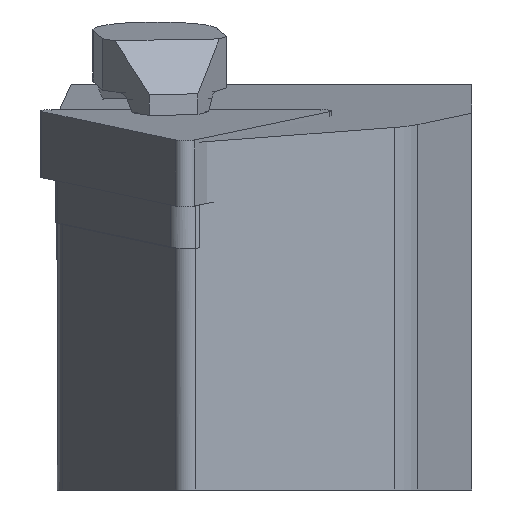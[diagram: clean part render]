
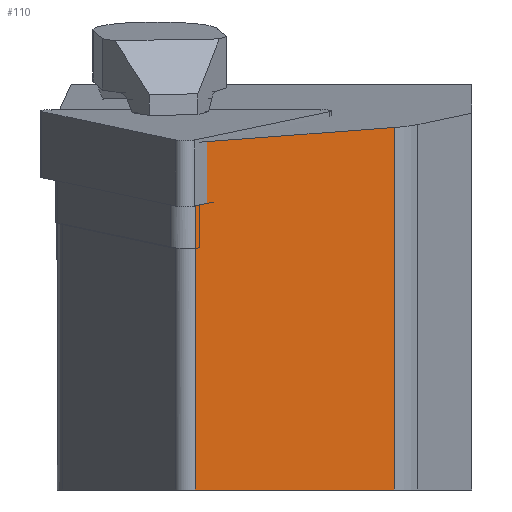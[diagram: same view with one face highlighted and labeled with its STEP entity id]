
A CAD part, left-side view. The second image highlights one B-rep face of the part: STEP entity #110.
In plain terms, the highlighted planar face has unit normal (-0.843, -0.527, -0.104).
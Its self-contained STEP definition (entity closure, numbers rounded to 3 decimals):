
#110=ADVANCED_FACE('',(#198),#159,.F.);
#159=PLANE('',#1010);
#198=FACE_OUTER_BOUND('',#250,.T.);
#250=EDGE_LOOP('',(#379,#380,#381,#382,#383,#384));
#379=ORIENTED_EDGE('',*,*,#654,.T.);
#380=ORIENTED_EDGE('',*,*,#666,.F.);
#381=ORIENTED_EDGE('',*,*,#668,.F.);
#382=ORIENTED_EDGE('',*,*,#704,.T.);
#383=ORIENTED_EDGE('',*,*,#679,.F.);
#384=ORIENTED_EDGE('',*,*,#647,.T.);
#558=VERTEX_POINT('',#1342);
#559=VERTEX_POINT('',#1344);
#563=VERTEX_POINT('',#1356);
#572=VERTEX_POINT('',#1380);
#574=VERTEX_POINT('',#1385);
#584=VERTEX_POINT('',#1408);
#647=EDGE_CURVE('',#559,#558,#782,.T.);
#654=EDGE_CURVE('',#558,#563,#787,.T.);
#666=EDGE_CURVE('',#572,#563,#793,.T.);
#668=EDGE_CURVE('',#574,#572,#794,.T.);
#679=EDGE_CURVE('',#559,#584,#803,.T.);
#704=EDGE_CURVE('',#574,#584,#827,.T.);
#782=LINE('',#1343,#883);
#787=LINE('',#1358,#888);
#793=LINE('',#1381,#894);
#794=LINE('',#1386,#895);
#803=LINE('',#1407,#904);
#827=LINE('',#1456,#928);
#883=VECTOR('',#1070,1.);
#888=VECTOR('',#1083,1.);
#894=VECTOR('',#1107,1.);
#895=VECTOR('',#1112,1.);
#904=VECTOR('',#1127,1.);
#928=VECTOR('',#1173,1.);
#1010=AXIS2_PLACEMENT_3D('',#1457,#1174,#1175);
#1070=DIRECTION('',(0.122,0.,-0.993));
#1083=DIRECTION('',(-0.523,0.85,-0.064));
#1107=DIRECTION('',(-0.122,0.,0.993));
#1112=DIRECTION('',(-0.53,0.848,0.));
#1127=DIRECTION('',(0.523,-0.85,0.064));
#1173=DIRECTION('',(-0.122,0.,0.993));
#1174=DIRECTION('',(0.843,0.527,0.104));
#1175=DIRECTION('',(0.53,-0.848,0.));
#1342=CARTESIAN_POINT('',(2.332,19.758,-7.716));
#1343=CARTESIAN_POINT('',(-7.248,19.758,70.304));
#1344=CARTESIAN_POINT('',(1.4,19.758,-0.133));
#1356=CARTESIAN_POINT('',(2.312,19.79,-7.719));
#1358=CARTESIAN_POINT('',(2.312,19.79,-7.719));
#1380=CARTESIAN_POINT('',(4.434,19.79,-25.));
#1381=CARTESIAN_POINT('',(7.438,19.79,-49.465));
#1385=CARTESIAN_POINT('',(13.351,5.523,-25.));
#1386=CARTESIAN_POINT('',(5.278,18.44,-25.));
#1407=CARTESIAN_POINT('',(1.381,19.79,-0.136));
#1408=CARTESIAN_POINT('',(10.166,5.523,0.943));
#1456=CARTESIAN_POINT('',(16.223,5.523,-48.387));
#1457=CARTESIAN_POINT('',(7.438,19.79,-49.465));
